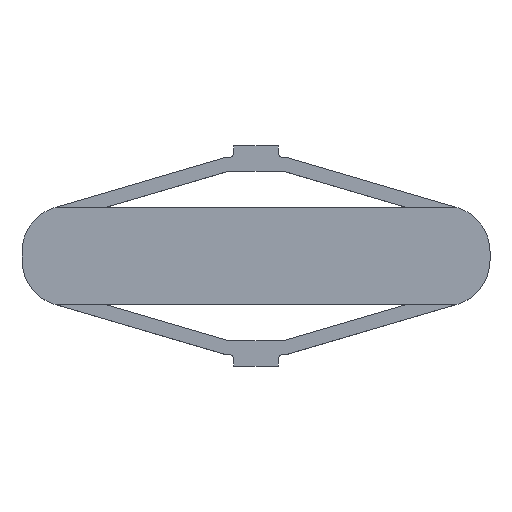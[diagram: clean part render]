
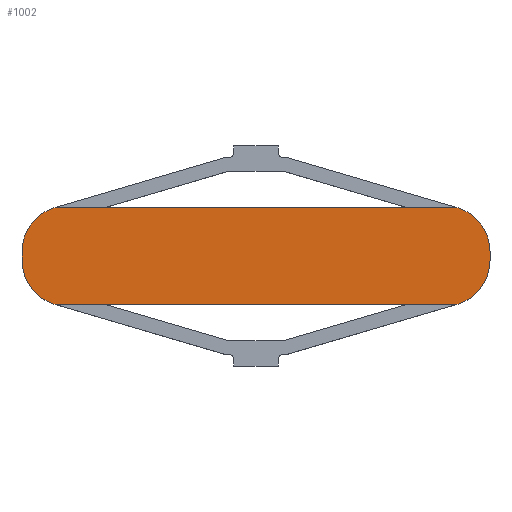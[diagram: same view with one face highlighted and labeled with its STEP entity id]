
A CAD part, top view. The second image highlights one B-rep face of the part: STEP entity #1002.
In plain terms, the highlighted planar face has unit normal (0, 0, 1).
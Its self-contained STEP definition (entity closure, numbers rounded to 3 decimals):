
#5 = VERTEX_POINT ( 'NONE', #765 ) ;
#9 = AXIS2_PLACEMENT_3D ( 'NONE', #1244, #357, #750 ) ;
#58 = CARTESIAN_POINT ( 'NONE',  ( 22.791, 5.505, 4.5 ) ) ;
#135 = VERTEX_POINT ( 'NONE', #679 ) ;
#144 = EDGE_LOOP ( 'NONE', ( #842, #1065, #850, #717, #314, #1015, #644, #637 ) ) ;
#178 = VECTOR ( 'NONE', #551, 1000. ) ;
#206 = AXIS2_PLACEMENT_3D ( 'NONE', #470, #1558, #1188 ) ;
#208 = VERTEX_POINT ( 'NONE', #58 ) ;
#258 = DIRECTION ( 'NONE',  ( 1., 0., 0. ) ) ;
#263 = CIRCLE ( 'NONE', #502, 5.216 ) ;
#276 = DIRECTION ( 'NONE',  ( -1., 0., 0. ) ) ;
#293 = CARTESIAN_POINT ( 'NONE',  ( -21.321, 0.5, 4.5 ) ) ;
#314 = ORIENTED_EDGE ( 'NONE', *, *, #894, .T. ) ;
#321 = VERTEX_POINT ( 'NONE', #541 ) ;
#357 = DIRECTION ( 'NONE',  ( 0., 0., 1. ) ) ;
#373 = LINE ( 'NONE', #876, #1018 ) ;
#387 = LINE ( 'NONE', #995, #568 ) ;
#395 = DIRECTION ( 'NONE',  ( 0., 0., 1. ) ) ;
#411 = CARTESIAN_POINT ( 'NONE',  ( -26.537, 0.5, 4.5 ) ) ;
#470 = CARTESIAN_POINT ( 'NONE',  ( 21.321, 0.5, 4.5 ) ) ;
#502 = AXIS2_PLACEMENT_3D ( 'NONE', #293, #1154, #800 ) ;
#532 = EDGE_CURVE ( 'NONE', #773, #5, #1371, .T. ) ;
#541 = CARTESIAN_POINT ( 'NONE',  ( -22.791, 5.505, 4.5 ) ) ;
#551 = DIRECTION ( 'NONE',  ( 1., 0., 0. ) ) ;
#552 = CARTESIAN_POINT ( 'NONE',  ( 26.537, -0.5, 4.5 ) ) ;
#568 = VECTOR ( 'NONE', #1393, 1000. ) ;
#622 = CARTESIAN_POINT ( 'NONE',  ( 21.321, -0.5, 4.5 ) ) ;
#637 = ORIENTED_EDGE ( 'NONE', *, *, #1408, .T. ) ;
#644 = ORIENTED_EDGE ( 'NONE', *, *, #1369, .T. ) ;
#668 = EDGE_CURVE ( 'NONE', #208, #321, #373, .T. ) ;
#676 = CIRCLE ( 'NONE', #703, 5.216 ) ;
#677 = LINE ( 'NONE', #1050, #178 ) ;
#679 = CARTESIAN_POINT ( 'NONE',  ( -22.791, -5.505, 4.5 ) ) ;
#703 = AXIS2_PLACEMENT_3D ( 'NONE', #1503, #395, #897 ) ;
#707 = VERTEX_POINT ( 'NONE', #763 ) ;
#717 = ORIENTED_EDGE ( 'NONE', *, *, #668, .T. ) ;
#750 = DIRECTION ( 'NONE',  ( 1., 0., 0. ) ) ;
#763 = CARTESIAN_POINT ( 'NONE',  ( -26.537, -0.5, 4.5 ) ) ;
#765 = CARTESIAN_POINT ( 'NONE',  ( 26.537, -0.5, 4.5 ) ) ;
#773 = VERTEX_POINT ( 'NONE', #1504 ) ;
#794 = VECTOR ( 'NONE', #1520, 1000. ) ;
#800 = DIRECTION ( 'NONE',  ( 1., 0., 0. ) ) ;
#833 = VERTEX_POINT ( 'NONE', #1514 ) ;
#842 = ORIENTED_EDGE ( 'NONE', *, *, #532, .T. ) ;
#850 = ORIENTED_EDGE ( 'NONE', *, *, #1499, .T. ) ;
#859 = VERTEX_POINT ( 'NONE', #411 ) ;
#864 = EDGE_CURVE ( 'NONE', #5, #833, #924, .T. ) ;
#874 = PLANE ( 'NONE',  #914 ) ;
#876 = CARTESIAN_POINT ( 'NONE',  ( -22.791, 5.505, 4.5 ) ) ;
#888 = DIRECTION ( 'NONE',  ( 0., 0., 1. ) ) ;
#894 = EDGE_CURVE ( 'NONE', #321, #859, #263, .T. ) ;
#897 = DIRECTION ( 'NONE',  ( 1., 0., 0. ) ) ;
#914 = AXIS2_PLACEMENT_3D ( 'NONE', #622, #888, #258 ) ;
#924 = LINE ( 'NONE', #552, #794 ) ;
#995 = CARTESIAN_POINT ( 'NONE',  ( -26.537, -0.5, 4.5 ) ) ;
#1002 = ADVANCED_FACE ( 'NONE', ( #1246 ), #874, .T. ) ;
#1015 = ORIENTED_EDGE ( 'NONE', *, *, #1272, .T. ) ;
#1018 = VECTOR ( 'NONE', #276, 1000. ) ;
#1050 = CARTESIAN_POINT ( 'NONE',  ( -22.791, -5.505, 4.5 ) ) ;
#1065 = ORIENTED_EDGE ( 'NONE', *, *, #864, .T. ) ;
#1154 = DIRECTION ( 'NONE',  ( 0., 0., 1. ) ) ;
#1188 = DIRECTION ( 'NONE',  ( 1., 0., 0. ) ) ;
#1244 = CARTESIAN_POINT ( 'NONE',  ( 21.321, -0.5, 4.5 ) ) ;
#1246 = FACE_OUTER_BOUND ( 'NONE', #144, .T. ) ;
#1272 = EDGE_CURVE ( 'NONE', #859, #707, #387, .T. ) ;
#1369 = EDGE_CURVE ( 'NONE', #707, #135, #676, .T. ) ;
#1371 = CIRCLE ( 'NONE', #9, 5.216 ) ;
#1393 = DIRECTION ( 'NONE',  ( 0., -1., 0. ) ) ;
#1408 = EDGE_CURVE ( 'NONE', #135, #773, #677, .T. ) ;
#1499 = EDGE_CURVE ( 'NONE', #833, #208, #1537, .T. ) ;
#1503 = CARTESIAN_POINT ( 'NONE',  ( -21.321, -0.5, 4.5 ) ) ;
#1504 = CARTESIAN_POINT ( 'NONE',  ( 22.791, -5.505, 4.5 ) ) ;
#1514 = CARTESIAN_POINT ( 'NONE',  ( 26.537, 0.5, 4.5 ) ) ;
#1520 = DIRECTION ( 'NONE',  ( 0., 1., 0. ) ) ;
#1537 = CIRCLE ( 'NONE', #206, 5.216 ) ;
#1558 = DIRECTION ( 'NONE',  ( 0., 0., 1. ) ) ;
